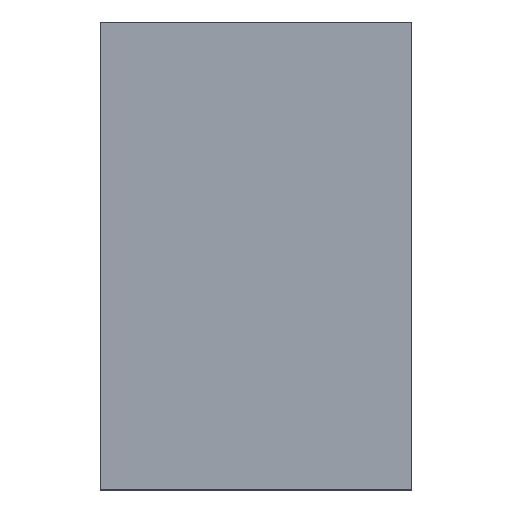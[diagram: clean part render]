
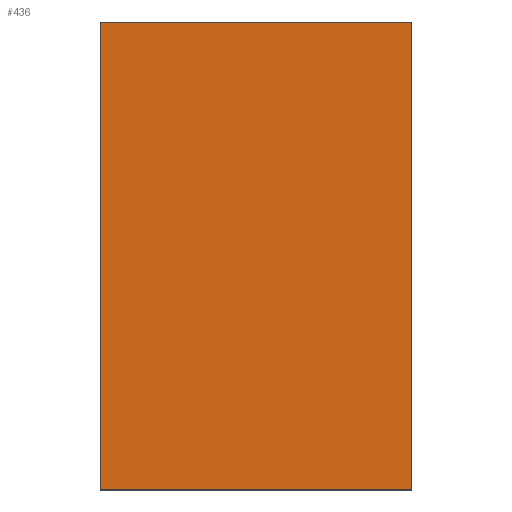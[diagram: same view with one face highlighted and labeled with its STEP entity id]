
A CAD part, top view. The second image highlights one B-rep face of the part: STEP entity #436.
In plain terms, the highlighted planar face has unit normal (0, 0, 1).
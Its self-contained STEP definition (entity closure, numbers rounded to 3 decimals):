
#28=PLANE('',#496);
#64=FACE_OUTER_BOUND('',#90,.T.);
#90=EDGE_LOOP('',(#362,#363,#364,#365));
#144=LINE('',#722,#176);
#147=LINE('',#728,#179);
#150=LINE('',#734,#182);
#153=LINE('',#738,#185);
#176=VECTOR('',#604,10.);
#179=VECTOR('',#609,10.);
#182=VECTOR('',#614,10.);
#185=VECTOR('',#619,10.);
#218=VERTEX_POINT('',#719);
#219=VERTEX_POINT('',#721);
#221=VERTEX_POINT('',#727);
#223=VERTEX_POINT('',#733);
#266=EDGE_CURVE('',#219,#218,#144,.T.);
#269=EDGE_CURVE('',#221,#219,#147,.T.);
#272=EDGE_CURVE('',#223,#221,#150,.T.);
#275=EDGE_CURVE('',#218,#223,#153,.T.);
#362=ORIENTED_EDGE('',*,*,#275,.T.);
#363=ORIENTED_EDGE('',*,*,#272,.T.);
#364=ORIENTED_EDGE('',*,*,#269,.T.);
#365=ORIENTED_EDGE('',*,*,#266,.T.);
#436=ADVANCED_FACE('',(#64),#28,.T.);
#496=AXIS2_PLACEMENT_3D('',#739,#620,#621);
#604=DIRECTION('',(1.,0.,0.));
#609=DIRECTION('',(0.,-1.,0.));
#614=DIRECTION('',(-1.,0.,0.));
#619=DIRECTION('',(0.,1.,0.));
#620=DIRECTION('center_axis',(0.,0.,1.));
#621=DIRECTION('ref_axis',(1.,0.,0.));
#719=CARTESIAN_POINT('',(6.35,-9.525,7.13));
#721=CARTESIAN_POINT('',(-6.35,-9.525,7.13));
#722=CARTESIAN_POINT('',(-6.35,-9.525,7.13));
#727=CARTESIAN_POINT('',(-6.35,9.525,7.13));
#728=CARTESIAN_POINT('',(-6.35,9.525,7.13));
#733=CARTESIAN_POINT('',(6.35,9.525,7.13));
#734=CARTESIAN_POINT('',(6.35,9.525,7.13));
#738=CARTESIAN_POINT('',(6.35,-9.525,7.13));
#739=CARTESIAN_POINT('Origin',(0.,0.,
7.13));
